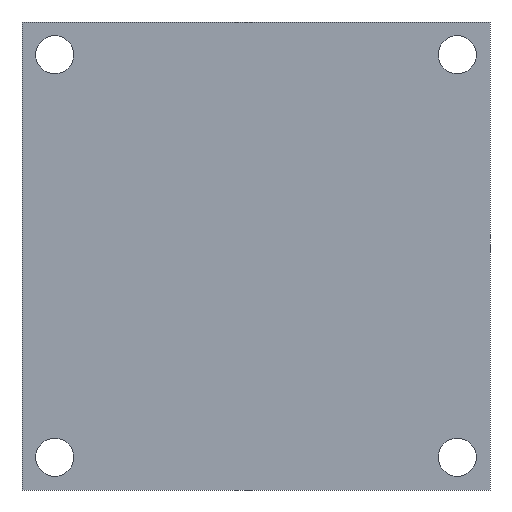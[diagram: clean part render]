
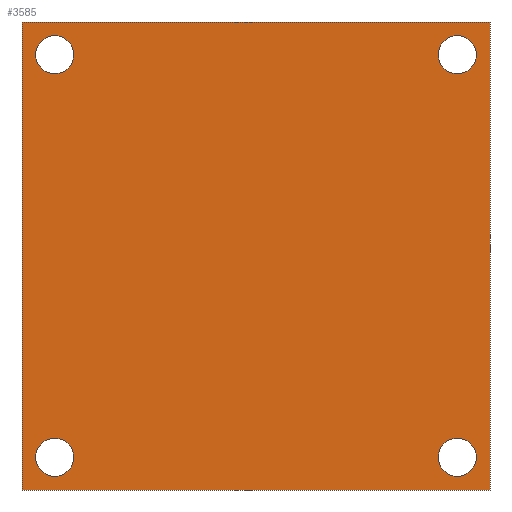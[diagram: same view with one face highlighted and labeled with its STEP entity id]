
A CAD part, front view. The second image highlights one B-rep face of the part: STEP entity #3585.
In plain terms, the highlighted planar face has unit normal (0, -1, 0).
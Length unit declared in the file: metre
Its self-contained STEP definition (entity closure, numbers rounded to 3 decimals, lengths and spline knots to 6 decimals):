
#64=CIRCLE('',#5025,0.00175);
#65=CIRCLE('',#5026,0.00175);
#66=CIRCLE('',#5027,0.00175);
#67=CIRCLE('',#5028,0.00175);
#219=LINE('',#6490,#599);
#220=LINE('',#6493,#600);
#221=LINE('',#6495,#601);
#222=LINE('',#6497,#602);
#599=VECTOR('',#5435,1.);
#600=VECTOR('',#5436,1.);
#601=VECTOR('',#5437,1.);
#602=VECTOR('',#5438,1.);
#1005=ORIENTED_EDGE('',*,*,#1932,.T.);
#1006=ORIENTED_EDGE('',*,*,#1933,.T.);
#1007=ORIENTED_EDGE('',*,*,#1934,.F.);
#1008=ORIENTED_EDGE('',*,*,#1935,.F.);
#1009=ORIENTED_EDGE('',*,*,#1936,.F.);
#1010=ORIENTED_EDGE('',*,*,#1937,.F.);
#1011=ORIENTED_EDGE('',*,*,#1938,.T.);
#1012=ORIENTED_EDGE('',*,*,#1939,.T.);
#1932=EDGE_CURVE('',#2394,#2394,#64,.T.);
#1933=EDGE_CURVE('',#2395,#2395,#65,.T.);
#1934=EDGE_CURVE('',#2396,#2397,#219,.T.);
#1935=EDGE_CURVE('',#2398,#2396,#220,.T.);
#1936=EDGE_CURVE('',#2399,#2398,#221,.T.);
#1937=EDGE_CURVE('',#2397,#2399,#222,.T.);
#1938=EDGE_CURVE('',#2400,#2400,#66,.T.);
#1939=EDGE_CURVE('',#2401,#2401,#67,.T.);
#2394=VERTEX_POINT('',#6487);
#2395=VERTEX_POINT('',#6489);
#2396=VERTEX_POINT('',#6491);
#2397=VERTEX_POINT('',#6492);
#2398=VERTEX_POINT('',#6494);
#2399=VERTEX_POINT('',#6496);
#2400=VERTEX_POINT('',#6499);
#2401=VERTEX_POINT('',#6501);
#2652=EDGE_LOOP('',(#1005));
#2653=EDGE_LOOP('',(#1006));
#2654=EDGE_LOOP('',(#1007,#1008,#1009,#1010));
#2655=EDGE_LOOP('',(#1011));
#2656=EDGE_LOOP('',(#1012));
#2944=FACE_BOUND('',#2652,.T.);
#2945=FACE_BOUND('',#2653,.T.);
#2946=FACE_BOUND('',#2654,.T.);
#2947=FACE_BOUND('',#2655,.T.);
#2948=FACE_BOUND('',#2656,.T.);
#3215=PLANE('',#5024);
#3585=ADVANCED_FACE('',(#2944,#2945,#2946,#2947,#2948),#3215,.T.);
#5024=AXIS2_PLACEMENT_3D('',#6485,#5429,#5430);
#5025=AXIS2_PLACEMENT_3D('',#6486,#5431,#5432);
#5026=AXIS2_PLACEMENT_3D('',#6488,#5433,#5434);
#5027=AXIS2_PLACEMENT_3D('',#6498,#5439,#5440);
#5028=AXIS2_PLACEMENT_3D('',#6500,#5441,#5442);
#5429=DIRECTION('',(0.,-1.,0.));
#5430=DIRECTION('',(0.,0.,-1.));
#5431=DIRECTION('',(0.,1.,0.));
#5432=DIRECTION('',(0.,0.,1.));
#5433=DIRECTION('',(0.,1.,0.));
#5434=DIRECTION('',(0.,0.,1.));
#5435=DIRECTION('',(0.,0.,-1.));
#5436=DIRECTION('',(1.,0.,0.));
#5437=DIRECTION('',(0.,0.,1.));
#5438=DIRECTION('',(-1.,0.,0.));
#5439=DIRECTION('',(0.,1.,0.));
#5440=DIRECTION('',(0.,0.,1.));
#5441=DIRECTION('',(0.,1.,0.));
#5442=DIRECTION('',(0.,0.,1.));
#6485=CARTESIAN_POINT('',(0.,0.,0.));
#6486=CARTESIAN_POINT('',(-0.0185,0.,-0.0185));
#6487=CARTESIAN_POINT('',(-0.0185,0.,-0.01675));
#6488=CARTESIAN_POINT('',(-0.0185,0.,0.0185));
#6489=CARTESIAN_POINT('',(-0.0185,0.,0.02025));
#6490=CARTESIAN_POINT('',(0.0215,0.,0.0215));
#6491=CARTESIAN_POINT('',(0.0215,0.,0.0215));
#6492=CARTESIAN_POINT('',(0.0215,0.,-0.0215));
#6493=CARTESIAN_POINT('',(-0.0215,0.,0.0215));
#6494=CARTESIAN_POINT('',(-0.0215,0.,0.0215));
#6495=CARTESIAN_POINT('',(-0.0215,0.,0.0215));
#6496=CARTESIAN_POINT('',(-0.0215,0.,-0.0215));
#6497=CARTESIAN_POINT('',(-0.0215,0.,-0.0215));
#6498=CARTESIAN_POINT('',(0.0185,0.,0.0185));
#6499=CARTESIAN_POINT('',(0.0185,0.,0.02025));
#6500=CARTESIAN_POINT('',(0.0185,0.,-0.0185));
#6501=CARTESIAN_POINT('',(0.0185,0.,-0.01675));
